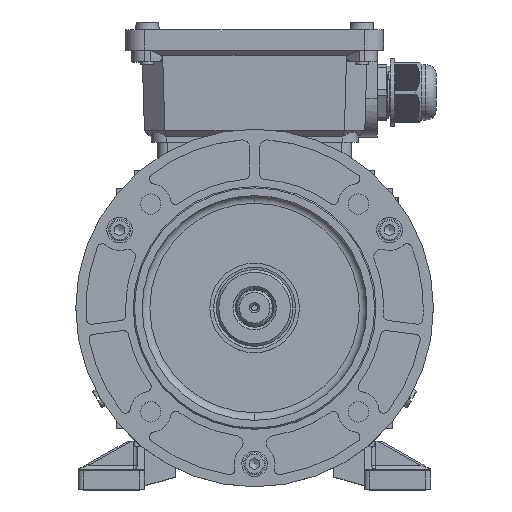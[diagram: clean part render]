
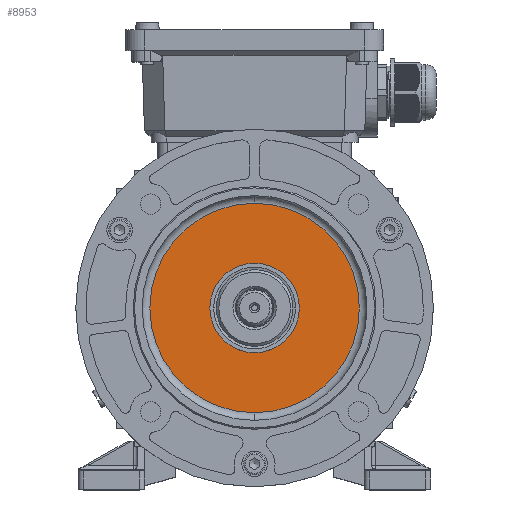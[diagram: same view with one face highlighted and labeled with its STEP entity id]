
A CAD part, top view. The second image highlights one B-rep face of the part: STEP entity #8953.
In plain terms, the highlighted planar face has unit normal (0, 0, 1).
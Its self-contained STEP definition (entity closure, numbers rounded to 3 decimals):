
#1816=FACE_BOUND('',#18666,.T.);
#1817=FACE_BOUND('',#18667,.T.);
#3956=PLANE('',#81906);
#8953=ADVANCED_FACE('',(#1816,#1817),#3956,.F.);
#18666=EDGE_LOOP('',(#47060,#47061));
#18667=EDGE_LOOP('',(#47062,#47063));
#47060=ORIENTED_EDGE('',*,*,#70212,.F.);
#47061=ORIENTED_EDGE('',*,*,#70373,.F.);
#47062=ORIENTED_EDGE('',*,*,#70372,.T.);
#47063=ORIENTED_EDGE('',*,*,#70216,.T.);
#60477=VERTEX_POINT('',#133017);
#60478=VERTEX_POINT('',#133018);
#60481=VERTEX_POINT('',#133026);
#60482=VERTEX_POINT('',#133027);
#70212=EDGE_CURVE('',#60477,#60478,#76109,.T.);
#70216=EDGE_CURVE('',#60481,#60482,#76111,.T.);
#70372=EDGE_CURVE('',#60482,#60481,#76225,.T.);
#70373=EDGE_CURVE('',#60478,#60477,#76226,.T.);
#76109=CIRCLE('',#81764,17.5);
#76111=CIRCLE('',#81767,41.);
#76225=CIRCLE('',#81903,41.);
#76226=CIRCLE('',#81905,17.5);
#81764=AXIS2_PLACEMENT_3D('',#133016,#97317,#97318);
#81767=AXIS2_PLACEMENT_3D('',#133025,#97325,#97326);
#81903=AXIS2_PLACEMENT_3D('',#133430,#97621,#97622);
#81905=AXIS2_PLACEMENT_3D('',#133432,#97625,#97626);
#81906=AXIS2_PLACEMENT_3D('',#133433,#97627,#97628);
#97317=DIRECTION('',(0.,0.,1.));
#97318=DIRECTION('',(0.,-1.,0.));
#97325=DIRECTION('',(0.,0.,1.));
#97326=DIRECTION('',(0.,-1.,0.));
#97621=DIRECTION('',(0.,0.,1.));
#97622=DIRECTION('',(0.,-1.,0.));
#97625=DIRECTION('',(0.,0.,1.));
#97626=DIRECTION('',(0.,-1.,0.));
#97627=DIRECTION('',(0.,0.,-1.));
#97628=DIRECTION('',(0.,-1.,0.));
#133016=CARTESIAN_POINT('',(-192.4,1.4,85.5));
#133017=CARTESIAN_POINT('',(-192.4,-16.1,85.5));
#133018=CARTESIAN_POINT('',(-192.4,18.9,85.5));
#133025=CARTESIAN_POINT('',(-192.4,1.4,85.5));
#133026=CARTESIAN_POINT('',(-192.4,42.4,85.5));
#133027=CARTESIAN_POINT('',(-192.4,-39.6,85.5));
#133430=CARTESIAN_POINT('',(-192.4,1.4,85.5));
#133432=CARTESIAN_POINT('',(-192.4,1.4,85.5));
#133433=CARTESIAN_POINT('',(-192.4,42.4,85.5));
